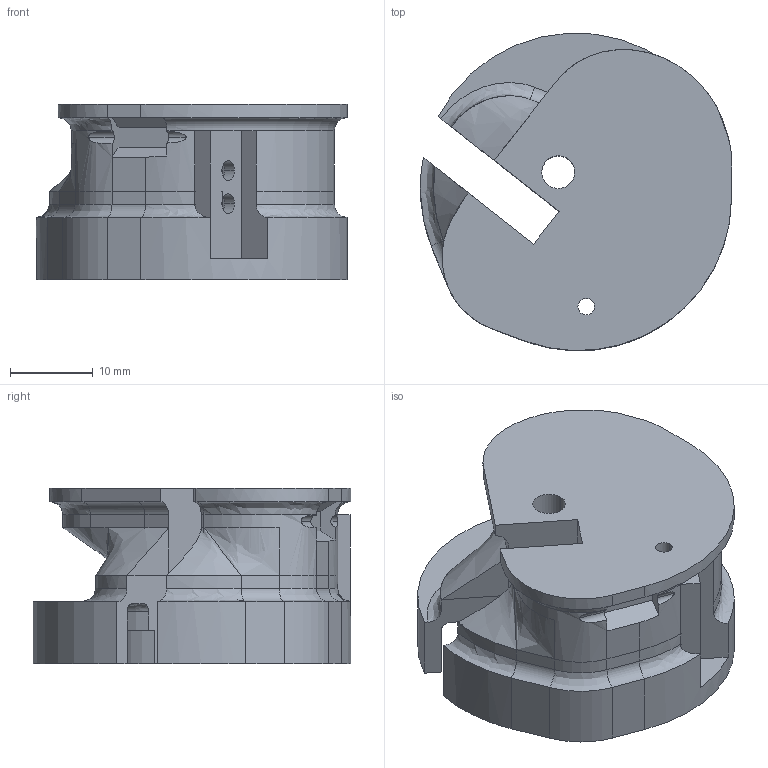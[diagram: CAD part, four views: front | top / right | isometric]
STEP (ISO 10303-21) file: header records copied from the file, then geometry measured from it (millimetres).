
FILE_DESCRIPTION (( 'STEP AP214' ), '1' );
FILE_NAME ('cam-transmission.STEP', '2025-11-17T21:01:49', ( '' ), ( '' ), 'SwSTEP 2.0', 'SolidWorks 2025', '' );
FILE_SCHEMA (( 'AUTOMOTIVE_DESIGN' ));
Length unit declared in the file: millimetre
Products named in the file (1): cam-transmission
Bounding box: 37.59 x 38.36 x 21.17 mm (x, y, z)
Volume: 13344.9 mm3; surface area: 7702.8 mm2
Topology: 4 solids, 4 shells, 128 faces, 338 edges, 216 vertices
Faces by surface type: plane 58, cylinder 40, bspline 24, torus 4, cone 2
Entity records: 5915 total; most frequent: CARTESIAN_POINT 2864, ORIENTED_EDGE 676, DIRECTION 541, EDGE_CURVE 338, VERTEX_POINT 216, VECTOR 183, LINE 183, AXIS2_PLACEMENT_3D 179
